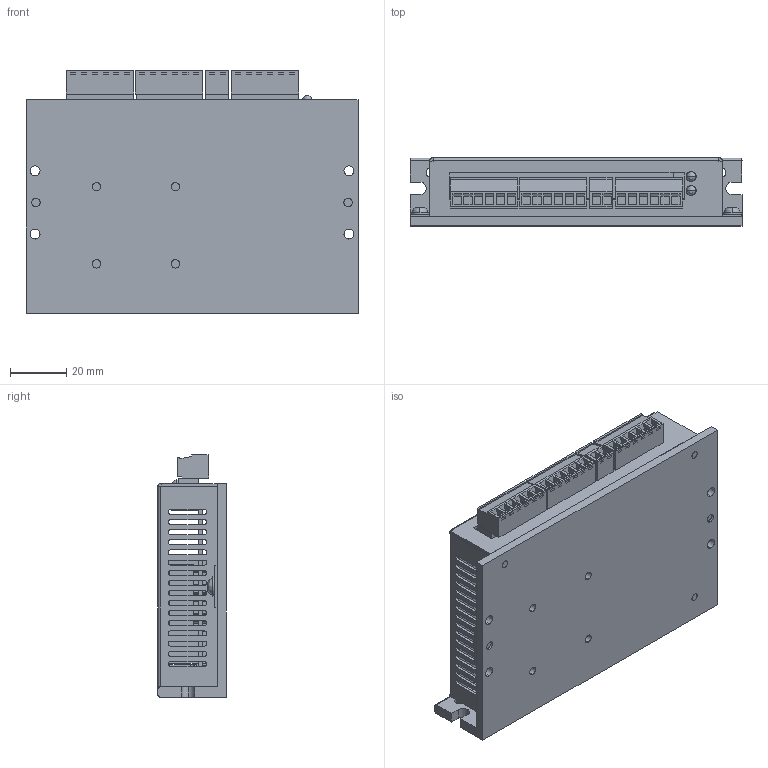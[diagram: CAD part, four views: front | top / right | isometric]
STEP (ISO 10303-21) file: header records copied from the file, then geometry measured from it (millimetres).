
FILE_DESCRIPTION (( 'STEP AP214' ), '1' );
FILE_NAME ('CL57Y.STEP', '2025-04-03T02:32:23', ( '' ), ( '' ), 'SwSTEP 2.0', 'SolidWorks 2023', '' );
FILE_SCHEMA (( 'AUTOMOTIVE_DESIGN' ));
Length unit declared in the file: millimetre
Products named in the file (16): LHY3302-3-2PIN_3; DOWN_6; EPS106A-8P; s 2-pin; GBT9074_1_M3X4_4_1; SS_4; CL57Y-SHELL; GBT9074_1_M3X4_4; PCB_10; GBT9074_4_M3X6_3; 15EDGRC-3_81-2PIN_3; 15EDGRC-3_81-6PIN_3; s 6-pin; CL57Y; CUZHU-M3X5-3_3; PCBA_ASM_18
Assembly tree (23 placements, depth 3):
  CL57Y
    CUZHU-M3X5-3_3  x3
    GBT9074_1_M3X4_4
    GBT9074_1_M3X4_4_1
    GBT9074_4_M3X6_3  x3
    DOWN_6
    PCBA_ASM_18
      15EDGRC-3_81-2PIN_3
      15EDGRC-3_81-6PIN_3  x3
      EPS106A-8P
      LHY3302-3-2PIN_3
      PCB_10
      SS_4
    CL57Y-SHELL
    s 6-pin  x3
    s 2-pin
Bounding box: 118 x 24.2 x 86.25 mm (x, y, z)
Volume: 73842.2 mm3; surface area: 82324.4 mm2
Topology: 19 solids, 28 shells, 2256 faces, 5725 edges, 3752 vertices
Faces by surface type: plane 1717, cylinder 491, cone 24, bspline 24
Entity records: 40770 total; most frequent: CARTESIAN_POINT 7156, ORIENTED_EDGE 6308, DIRECTION 6286, EDGE_CURVE 3158, LINE 2366, VECTOR 2366, VERTEX_POINT 2084, AXIS2_PLACEMENT_3D 1960
